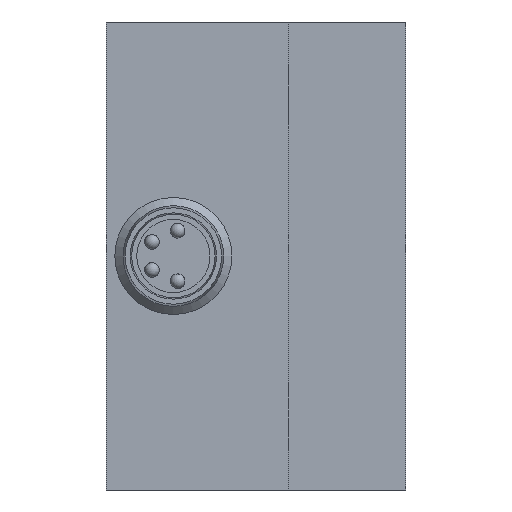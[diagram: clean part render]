
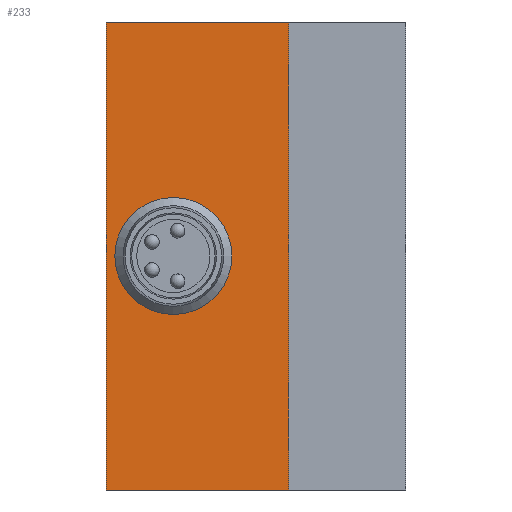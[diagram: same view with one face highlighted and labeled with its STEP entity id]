
A CAD part, left-side view. The second image highlights one B-rep face of the part: STEP entity #233.
In plain terms, the highlighted planar face has unit normal (-1, 0, 0).
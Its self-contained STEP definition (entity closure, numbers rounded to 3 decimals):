
#59=CARTESIAN_POINT('',(10.,20.5,16.0));
#60=VERTEX_POINT('',#59);
#67=CARTESIAN_POINT('',(10.,8.,16.0));
#68=VERTEX_POINT('',#67);
#69=CARTESIAN_POINT('',(10.,8.,16.0));
#70=DIRECTION('',(0.0,1.0,0.0));
#71=VECTOR('',#70,12.5);
#72=LINE('',#69,#71);
#73=EDGE_CURVE('',#68,#60,#72,.T.);
#182=CARTESIAN_POINT('',(10.,20.5,-16.0));
#183=VERTEX_POINT('',#182);
#190=CARTESIAN_POINT('',(10.,20.5,-16.0));
#191=DIRECTION('',(0.0,0.0,1.0));
#192=VECTOR('',#191,32.0);
#193=LINE('',#190,#192);
#194=EDGE_CURVE('',#183,#60,#193,.T.);
#199=CARTESIAN_POINT('',(10.,8.,0.0));
#200=DIRECTION('',(-1.0,0.0,0.0));
#201=DIRECTION('',(0.0,0.0,1.0));
#202=AXIS2_PLACEMENT_3D('',#199,#200,#201);
#203=PLANE('',#202);
#204=ORIENTED_EDGE('',*,*,#73,.T.);
#205=ORIENTED_EDGE('',*,*,#194,.F.);
#206=CARTESIAN_POINT('',(10.,8.,-16.0));
#207=VERTEX_POINT('',#206);
#208=CARTESIAN_POINT('',(10.,20.5,-16.0));
#209=DIRECTION('',(0.0,-1.0,0.0));
#210=VECTOR('',#209,12.5);
#211=LINE('',#208,#210);
#212=EDGE_CURVE('',#183,#207,#211,.T.);
#213=ORIENTED_EDGE('',*,*,#212,.T.);
#214=CARTESIAN_POINT('',(10.,8.,-16.0));
#215=DIRECTION('',(0.0,0.0,1.0));
#216=VECTOR('',#215,32.0);
#217=LINE('',#214,#216);
#218=EDGE_CURVE('',#207,#68,#217,.T.);
#219=ORIENTED_EDGE('',*,*,#218,.T.);
#220=EDGE_LOOP('',(#204,#205,#213,#219));
#221=FACE_OUTER_BOUND('',#220,.T.);
#222=CARTESIAN_POINT('',(10.,12.414,0.309));
#223=VERTEX_POINT('',#222);
#224=CARTESIAN_POINT('',(10.,15.9,0.));
#225=DIRECTION('',(1.,0.,0.));
#226=DIRECTION('',(0.,0.996,-0.088));
#227=AXIS2_PLACEMENT_3D('',#224,#225,#226);
#228=CIRCLE('',#227,3.5);
#229=EDGE_CURVE('',#223,#223,#228,.T.);
#230=ORIENTED_EDGE('',*,*,#229,.T.);
#231=EDGE_LOOP('',(#230));
#232=FACE_BOUND('',#231,.T.);
#233=ADVANCED_FACE('',(#221,#232),#203,.T.);
